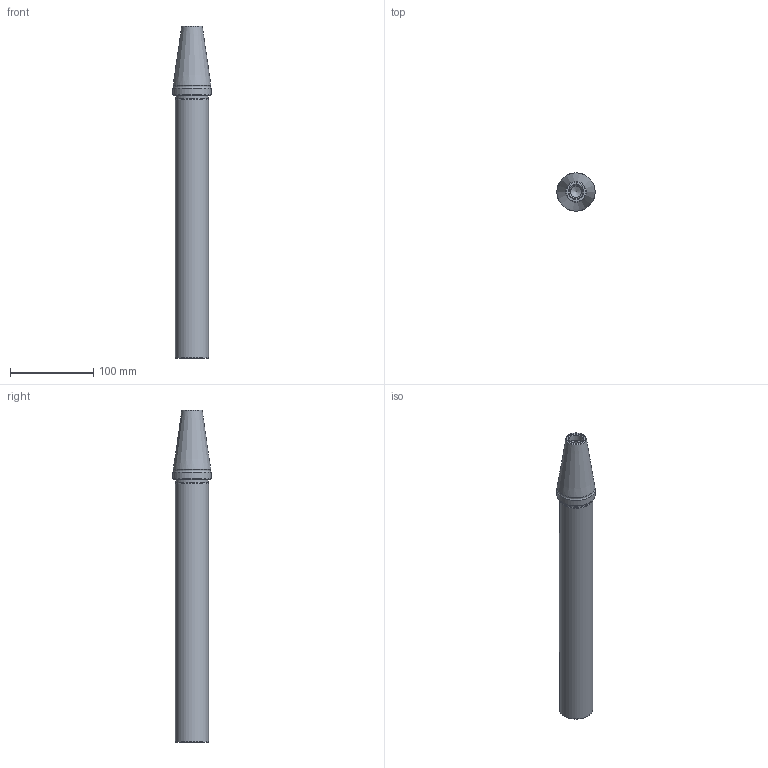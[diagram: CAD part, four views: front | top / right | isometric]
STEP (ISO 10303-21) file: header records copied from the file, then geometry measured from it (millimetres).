
FILE_DESCRIPTION(/* description */ (''),/* implementation_level */ '2;1');
FILE_NAME(/* name */ '755040000.stp',/* time_stamp */ '2021-09-08T12:22:47',/* author */ ('LRA'),/* organization */ ('REGO-FIX'),/* preprocessor_version */ ' Unknown',/* originating_system */ 'SIEMENS PLM Software Solid Edge ST10',/* authorization */ 'Unknown');
FILE_SCHEMA (('AUTOMOTIVE_DESIGN { 1 0 10303 214 2 1 1}'));
Length unit declared in the file: millimetre
Products named in the file (1): NOCUT
Bounding box: 46 x 46 x 398.25 mm (x, y, z)
Volume: 355160.9 mm3; surface area: 72719.8 mm2
Topology: 1 solids, 1 shells, 24 faces, 52 edges, 32 vertices
Faces by surface type: cone 9, cylinder 6, torus 5, plane 4
Full cylindrical faces by diameter (mm): 13.835 x1, 17 x1, 25 x1, 39.4 x1, 40 x1, 46 x1
Entity records: 688 total; most frequent: DIRECTION 102, CARTESIAN_POINT 76, AXIS2_PLACEMENT_3D 51, FACE_BOUND 48, ORIENTED_EDGE 46, EDGE_LOOP 46, VERTEX_POINT 25, STYLED_ITEM 24
